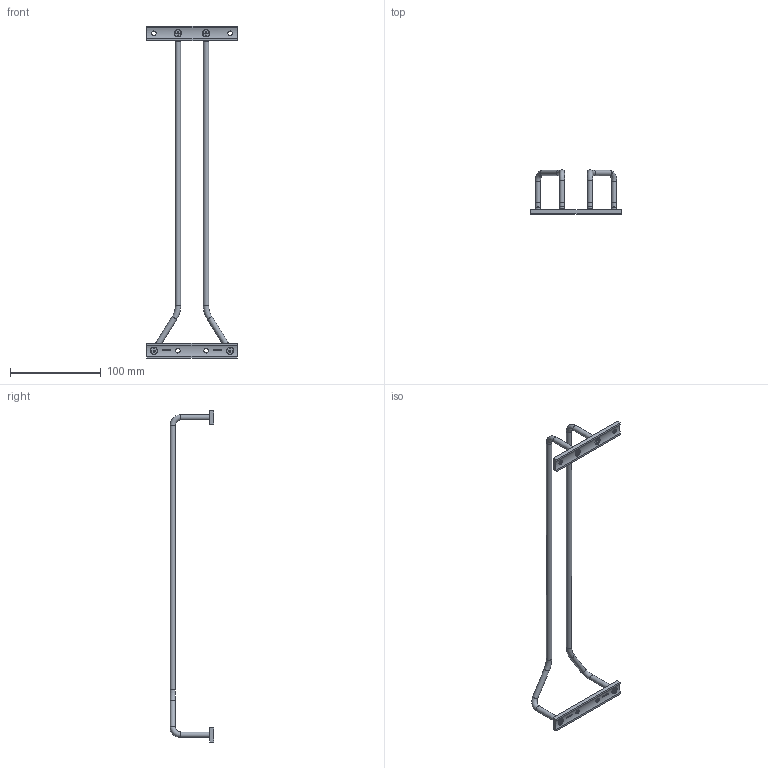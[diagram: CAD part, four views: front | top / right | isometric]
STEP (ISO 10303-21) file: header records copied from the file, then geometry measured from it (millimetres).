
FILE_DESCRIPTION (( 'STEP AP203' ), '1' );
FILE_NAME ('70212-240.step', '2021-11-26T10:04:27', ( '' ), ( '' ), 'SwSTEP 2.0', 'SolidWorks 2018', '' );
FILE_SCHEMA (( 'CONFIG_CONTROL_DESIGN' ));
Length unit declared in the file: millimetre
Products named in the file (15): 70212-240; 70212-240 Teil2_70212-240 Teil2; 70212-240 Teil4_70212-240 Teil4; DIN965 M4x6_DIN 965 M4x6; 70212-240 Teil1_70212-240 Teil1; 70212-240 Teil1; DIN965 M4x6; 70212-240 Teil2; 70212-240 Teil3_70212-240 Teil3; 70212-240 Teil4; 70212-240 Teil3
Assembly tree (10 placements, depth 2):
  70212-240
    70212-240 Teil3
    70212-240 Teil2
  70212-240 Teil1
  DIN965 M4x6
  DIN965 M4x6
  DIN965 M4x6
Bounding box: 100 x 48.5 x 366 mm (x, y, z)
Volume: 36077.7 mm3; surface area: 26089.7 mm2
Topology: 8 solids, 8 shells, 364 faces, 918 edges, 601 vertices
Faces by surface type: plane 179, bspline 84, cylinder 65, cone 26, torus 10
Full cylindrical faces by diameter (mm): 3.3 x8, 4 x4, 4.5 x4, 5 x4, 6 x8, 7.5 x4, 8 x4, 9.5 x4
Entity records: 15184 total; most frequent: CARTESIAN_POINT 7307, ORIENTED_EDGE 1386, DIRECTION 1099, EDGE_CURVE 693, VERTEX_POINT 484, EDGE_LOOP 393, AXIS2_PLACEMENT_3D 378, LINE 343
